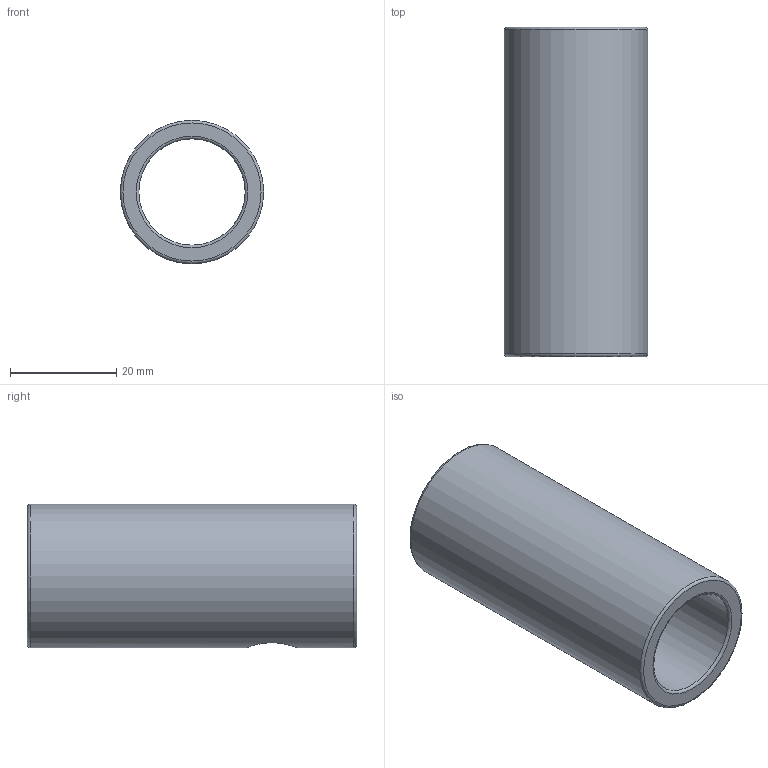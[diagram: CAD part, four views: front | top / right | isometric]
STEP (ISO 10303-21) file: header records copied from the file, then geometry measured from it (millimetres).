
FILE_DESCRIPTION (( 'STEP AP214' ), '1' );
FILE_NAME ('Part4.STEP', '2025-08-08T14:54:02', ( '' ), ( '' ), 'SwSTEP 2.0', 'SolidWorks 2025', '' );
FILE_SCHEMA (( 'AUTOMOTIVE_DESIGN' ));
Length unit declared in the file: millimetre
Products named in the file (1): Part4
Bounding box: 27 x 62 x 27 mm (x, y, z)
Volume: 15786.2 mm3; surface area: 9575.9 mm2
Topology: 1 solids, 1 shells, 10 faces, 27 edges, 17 vertices
Faces by surface type: torus 4, cylinder 3, plane 2, bspline 1
Full cylindrical faces by diameter (mm): 8 x1, 20 x1, 27 x1
Entity records: 1347 total; most frequent: CARTESIAN_POINT 1147, DIRECTION 36, ORIENTED_EDGE 22, EDGE_LOOP 22, FACE_OUTER_BOUND 18, AXIS2_PLACEMENT_3D 18, EDGE_CURVE 11, VERTEX_POINT 11
